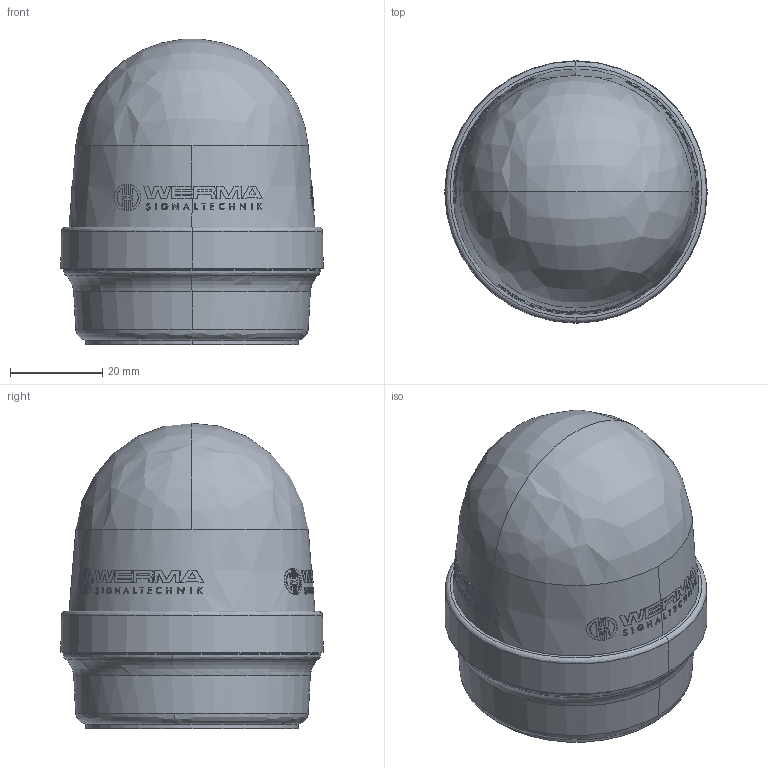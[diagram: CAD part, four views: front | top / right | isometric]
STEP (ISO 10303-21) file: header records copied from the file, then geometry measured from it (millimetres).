
FILE_DESCRIPTION (( 'STEP AP214' ), '1' );
FILE_NAME ('20010000.step', '2016-03-10T23:26:40', ( '' ), ( '' ), 'SwSTEP 2.0', 'SolidWorks 2015', '' );
FILE_SCHEMA (( 'AUTOMOTIVE_DESIGN' ));
Length unit declared in the file: inch
Products named in the file (1): 20010000
Bounding box: 56.9 x 56.9 x 66.2 mm (x, y, z)
Volume: 123441.8 mm3; surface area: 13349 mm2
Topology: 1 solids, 1 shells, 781 faces, 2096 edges, 1394 vertices
Faces by surface type: plane 526, cylinder 163, cone 80, bspline 10, torus 2
Entity records: 38062 total; most frequent: CARTESIAN_POINT 9815, ORIENTED_EDGE 4192, DIRECTION 3227, EDGE_CURVE 2096, VERTEX_POINT 1394, AXIS2_PLACEMENT_3D 1235, EDGE_LOOP 858, UNCERTAINTY_MEASURE_WITH_UNIT 784
